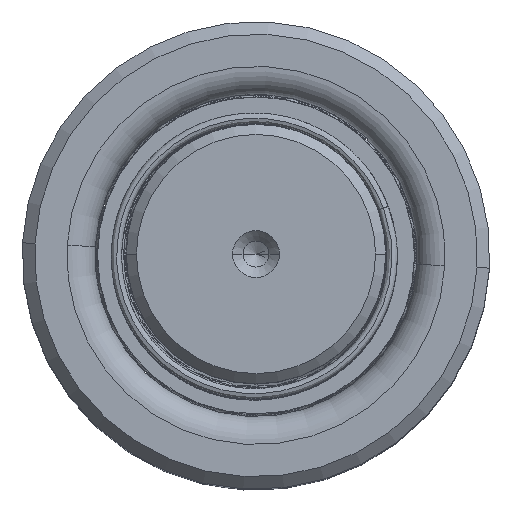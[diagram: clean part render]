
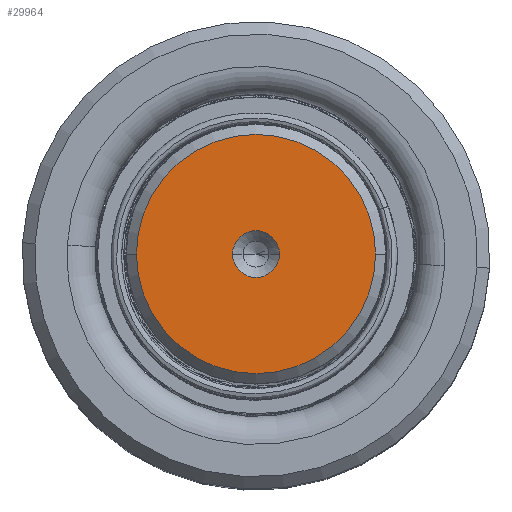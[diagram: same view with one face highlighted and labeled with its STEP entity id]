
A CAD part, top view. The second image highlights one B-rep face of the part: STEP entity #29964.
In plain terms, the highlighted planar face has unit normal (0, 0, 1).
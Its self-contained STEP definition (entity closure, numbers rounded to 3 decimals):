
#349 = AXIS2_PLACEMENT_3D ( 'NONE', #20522, #31239, #23980 ) ;
#716 = CARTESIAN_POINT ( 'NONE',  ( 0., 0., 140. ) ) ;
#1375 = DIRECTION ( 'NONE',  ( 0., 0., 1. ) ) ;
#1542 = FACE_BOUND ( 'NONE', #16524, .T. ) ;
#2742 = ORIENTED_EDGE ( 'NONE', *, *, #37292, .F. ) ;
#2905 = DIRECTION ( 'NONE',  ( 0., 0., 1. ) ) ;
#3217 = CARTESIAN_POINT ( 'NONE',  ( 0., 0., 140. ) ) ;
#4636 = CARTESIAN_POINT ( 'NONE',  ( 11.509, 0., 140. ) ) ;
#7759 = CARTESIAN_POINT ( 'NONE',  ( 2.25, 0., 140. ) ) ;
#9162 = DIRECTION ( 'NONE',  ( 1., 0., 0. ) ) ;
#9545 = VERTEX_POINT ( 'NONE', #13512 ) ;
#10184 = DIRECTION ( 'NONE',  ( 0., 0., 1. ) ) ;
#10371 = CARTESIAN_POINT ( 'NONE',  ( 0., 0., 140. ) ) ;
#11010 = FACE_OUTER_BOUND ( 'NONE', #25170, .T. ) ;
#11247 = PLANE ( 'NONE',  #31889 ) ;
#11854 = EDGE_CURVE ( 'NONE', #32741, #16165, #14134, .T. ) ;
#13512 = CARTESIAN_POINT ( 'NONE',  ( -2.25, 0., 140. ) ) ;
#14134 = CIRCLE ( 'NONE', #17356, 11.509 ) ;
#14592 = EDGE_CURVE ( 'NONE', #39573, #9545, #22415, .T. ) ;
#15207 = CARTESIAN_POINT ( 'NONE',  ( 0., 0., 140. ) ) ;
#16165 = VERTEX_POINT ( 'NONE', #4636 ) ;
#16524 = EDGE_LOOP ( 'NONE', ( #45964, #2742 ) ) ;
#17356 = AXIS2_PLACEMENT_3D ( 'NONE', #3217, #10184, #29286 ) ;
#18336 = DIRECTION ( 'NONE',  ( 1., 0., 0. ) ) ;
#18499 = DIRECTION ( 'NONE',  ( 0., 0., 1. ) ) ;
#19457 = AXIS2_PLACEMENT_3D ( 'NONE', #716, #1375, #9162 ) ;
#20522 = CARTESIAN_POINT ( 'NONE',  ( 0., 0., 140. ) ) ;
#22415 = CIRCLE ( 'NONE', #349, 2.25 ) ;
#22681 = ORIENTED_EDGE ( 'NONE', *, *, #25274, .T. ) ;
#23980 = DIRECTION ( 'NONE',  ( 1., 0., 0. ) ) ;
#25170 = EDGE_LOOP ( 'NONE', ( #36722, #22681 ) ) ;
#25274 = EDGE_CURVE ( 'NONE', #16165, #32741, #29372, .T. ) ;
#28781 = CIRCLE ( 'NONE', #33703, 2.25 ) ;
#29286 = DIRECTION ( 'NONE',  ( 1., 0., 0. ) ) ;
#29372 = CIRCLE ( 'NONE', #19457, 11.509 ) ;
#29964 = ADVANCED_FACE ( 'NONE', ( #1542, #11010 ), #11247, .T. ) ;
#31239 = DIRECTION ( 'NONE',  ( 0., 0., 1. ) ) ;
#31889 = AXIS2_PLACEMENT_3D ( 'NONE', #15207, #18499, #18336 ) ;
#32741 = VERTEX_POINT ( 'NONE', #36402 ) ;
#33703 = AXIS2_PLACEMENT_3D ( 'NONE', #10371, #2905, #44311 ) ;
#36402 = CARTESIAN_POINT ( 'NONE',  ( -11.509, 0., 140. ) ) ;
#36722 = ORIENTED_EDGE ( 'NONE', *, *, #11854, .T. ) ;
#37292 = EDGE_CURVE ( 'NONE', #9545, #39573, #28781, .T. ) ;
#39573 = VERTEX_POINT ( 'NONE', #7759 ) ;
#44311 = DIRECTION ( 'NONE',  ( 1., 0., 0. ) ) ;
#45964 = ORIENTED_EDGE ( 'NONE', *, *, #14592, .F. ) ;
